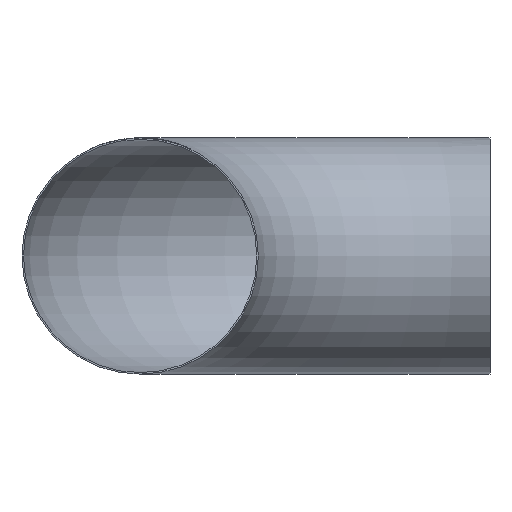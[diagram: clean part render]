
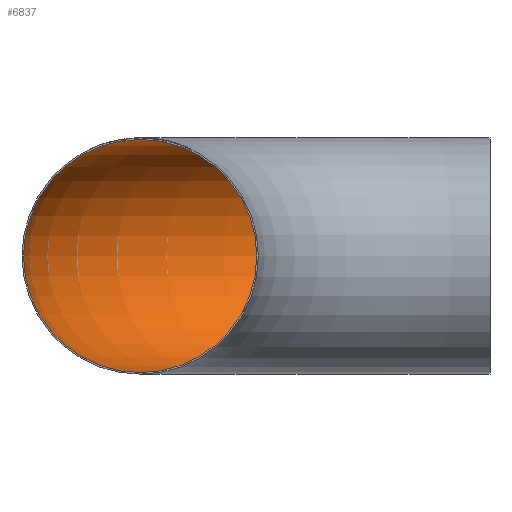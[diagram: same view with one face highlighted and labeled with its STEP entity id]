
A CAD part, front view. The second image highlights one B-rep face of the part: STEP entity #6837.
In plain terms, the highlighted toroidal (fillet/blend) face has major radius 675 mm and minor radius 225 mm.
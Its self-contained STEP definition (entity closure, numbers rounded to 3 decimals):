
#1364 = EDGE_CURVE ( 'NONE', #37737, #37737, #36091, .T. ) ;
#2901 = TOROIDAL_SURFACE ( 'NONE', #24693, 675., 225. ) ;
#3040 = CIRCLE ( 'NONE', #5508, 225. ) ;
#3385 = DIRECTION ( 'NONE',  ( 1., 0., 0. ) ) ;
#4368 = ORIENTED_EDGE ( 'NONE', *, *, #1364, .F. ) ;
#5508 = AXIS2_PLACEMENT_3D ( 'NONE', #6490, #3385, #15248 ) ;
#5622 = CARTESIAN_POINT ( 'NONE',  ( 0., 900., 0. ) ) ;
#5687 = ORIENTED_EDGE ( 'NONE', *, *, #32056, .T. ) ;
#6490 = CARTESIAN_POINT ( 'NONE',  ( 0., 675., 0. ) ) ;
#6724 = DIRECTION ( 'NONE',  ( 0., 1., 0. ) ) ;
#6837 = ADVANCED_FACE ( 'NONE', ( #12048, #35051 ), #2901, .F. ) ;
#7508 = AXIS2_PLACEMENT_3D ( 'NONE', #15100, #6724, #36512 ) ;
#8534 = CARTESIAN_POINT ( 'NONE',  ( -675., 0., 225. ) ) ;
#9115 = CARTESIAN_POINT ( 'NONE',  ( 0., 0., 0. ) ) ;
#10834 = EDGE_LOOP ( 'NONE', ( #5687 ) ) ;
#12048 = FACE_OUTER_BOUND ( 'NONE', #10834, .T. ) ;
#15100 = CARTESIAN_POINT ( 'NONE',  ( -675., 0., 0. ) ) ;
#15248 = DIRECTION ( 'NONE',  ( 0., 1., 0. ) ) ;
#22959 = VERTEX_POINT ( 'NONE', #5622 ) ;
#24693 = AXIS2_PLACEMENT_3D ( 'NONE', #9115, #26290, #29766 ) ;
#26290 = DIRECTION ( 'NONE',  ( 0., 0., -1. ) ) ;
#29766 = DIRECTION ( 'NONE',  ( -1., 0., 0. ) ) ;
#32056 = EDGE_CURVE ( 'NONE', #22959, #22959, #3040, .T. ) ;
#35051 = FACE_OUTER_BOUND ( 'NONE', #37321, .T. ) ;
#36091 = CIRCLE ( 'NONE', #7508, 225. ) ;
#36512 = DIRECTION ( 'NONE',  ( 0., 0., 1. ) ) ;
#37321 = EDGE_LOOP ( 'NONE', ( #4368 ) ) ;
#37737 = VERTEX_POINT ( 'NONE', #8534 ) ;
